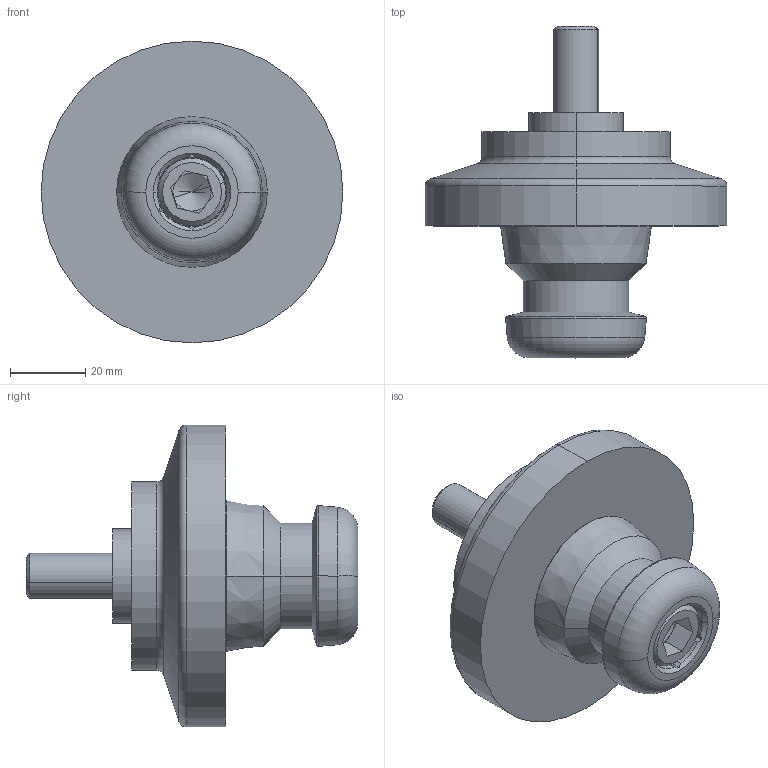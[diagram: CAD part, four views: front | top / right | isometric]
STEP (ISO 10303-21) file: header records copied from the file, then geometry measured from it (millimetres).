
FILE_DESCRIPTION (( 'STEP AP203' ), '1' );
FILE_NAME ('15.250.302.STEP', '2019-12-31T16:21:02', ( '' ), ( '' ), 'SwSTEP 2.0', 'SolidWorks 2019', '' );
FILE_SCHEMA (( 'CONFIG_CONTROL_DESIGN' ));
Length unit declared in the file: millimetre
Products named in the file (5): 15.260.400; BUSHING; M12 SHCS x 70_L75; 15.250.302
Assembly tree (4 placements, depth 2):
  15.250.302
    15.250.302
    BUSHING
    15.260.400
    M12 SHCS x 70_L75
Bounding box: 80 x 88 x 80 mm (x, y, z)
Volume: 123684 mm3; surface area: 30967.4 mm2
Topology: 4 solids, 4 shells, 108 faces, 238 edges, 141 vertices
Faces by surface type: plane 42, cone 26, cylinder 24, torus 16
Entity records: 3495 total; most frequent: DIRECTION 574, CARTESIAN_POINT 528, ORIENTED_EDGE 472, EDGE_CURVE 236, AXIS2_PLACEMENT_3D 235, VERTEX_POINT 141, CIRCLE 120, EDGE_LOOP 119
